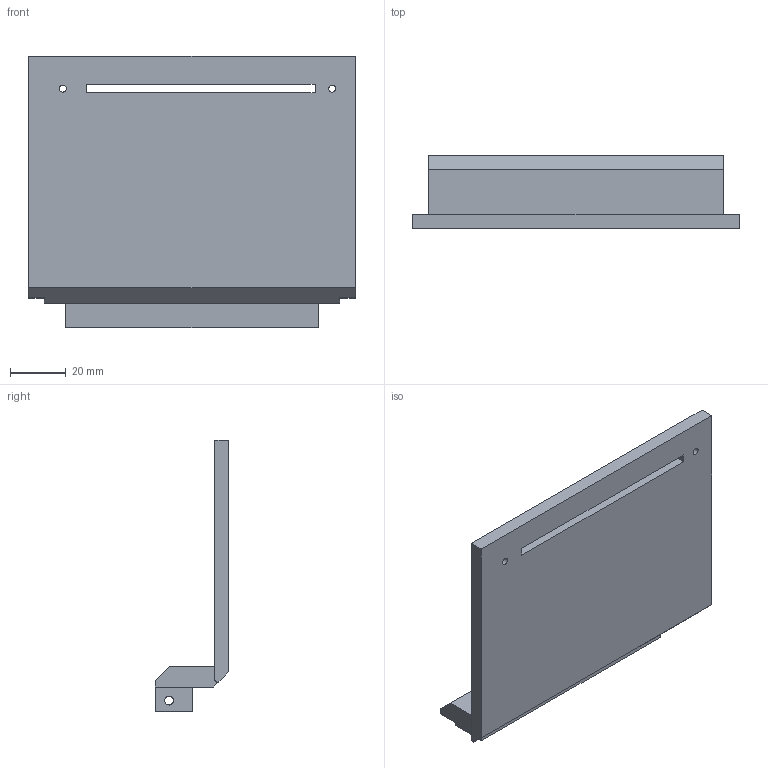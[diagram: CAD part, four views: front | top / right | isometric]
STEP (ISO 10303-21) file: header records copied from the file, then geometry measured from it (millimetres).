
FILE_DESCRIPTION(('HOOPS Exchange Step'),'2;1');
FILE_NAME('补充2.stp','2025-03-05T14:51:55+08:00',('admin'),('Unknown organisation'),'HOOPS Exchange 2024.2','HOOPS Exchange','Unknown authorisation');
FILE_SCHEMA( ('AP203_CONFIGURATION_CONTROLLED_3D_DESIGN_OF_MECHANICAL_PARTS_AND_ASSEMBLIES_MIM_LF') );
Length unit declared in the file: millimetre
Products named in the file (1): root
Bounding box: 116.72 x 26.27 x 96.96 mm (x, y, z)
Volume: 73486.9 mm3; surface area: 29800.1 mm2
Topology: 1 solids, 1 shells, 25 faces, 75 edges, 52 vertices
Faces by surface type: bspline 25
Entity records: 912 total; most frequent: CARTESIAN_POINT 441, ORIENTED_EDGE 150, EDGE_CURVE 75, B_SPLINE_CURVE_WITH_KNOTS 59, VERTEX_POINT 52, EDGE_LOOP 33, FACE_BOUND 33, ADVANCED_FACE 25
